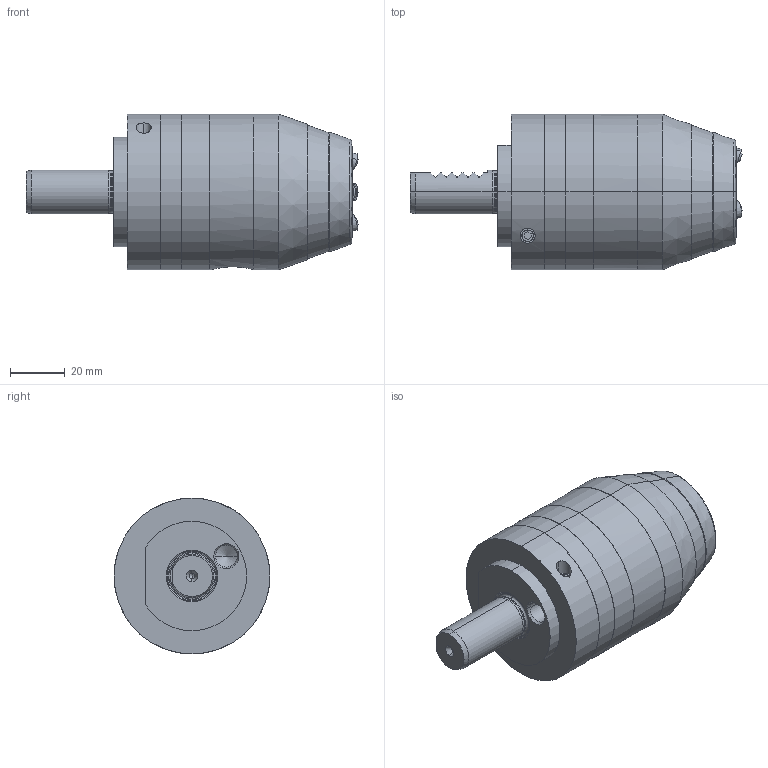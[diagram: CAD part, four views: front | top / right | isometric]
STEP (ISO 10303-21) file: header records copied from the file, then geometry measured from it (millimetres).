
FILE_DESCRIPTION (( 'STEP AP214' ), '1' );
FILE_NAME ('03.02.2021_69.05.046.201.STEP', '2021-02-03T09:12:02', ( '' ), ( '' ), 'SwSTEP 2.0', 'SolidWorks 2014', '' );
FILE_SCHEMA (( 'AUTOMOTIVE_DESIGN' ));
Length unit declared in the file: millimetre
Products named in the file (1): 03.02.2021_69.05.046.201
Bounding box: 121.34 x 57 x 57 mm (x, y, z)
Volume: 177326.1 mm3; surface area: 68250.7 mm2
Topology: 20 solids, 20 shells, 618 faces, 1536 edges, 947 vertices
Faces by surface type: cylinder 219, plane 199, cone 146, torus 42, sphere 12
Entity records: 26577 total; most frequent: CARTESIAN_POINT 5041, DIRECTION 3124, ORIENTED_EDGE 2982, EDGE_CURVE 1491, AXIS2_PLACEMENT_3D 1247, VERTEX_POINT 926, EDGE_LOOP 691, UNCERTAINTY_MEASURE_WITH_UNIT 640
